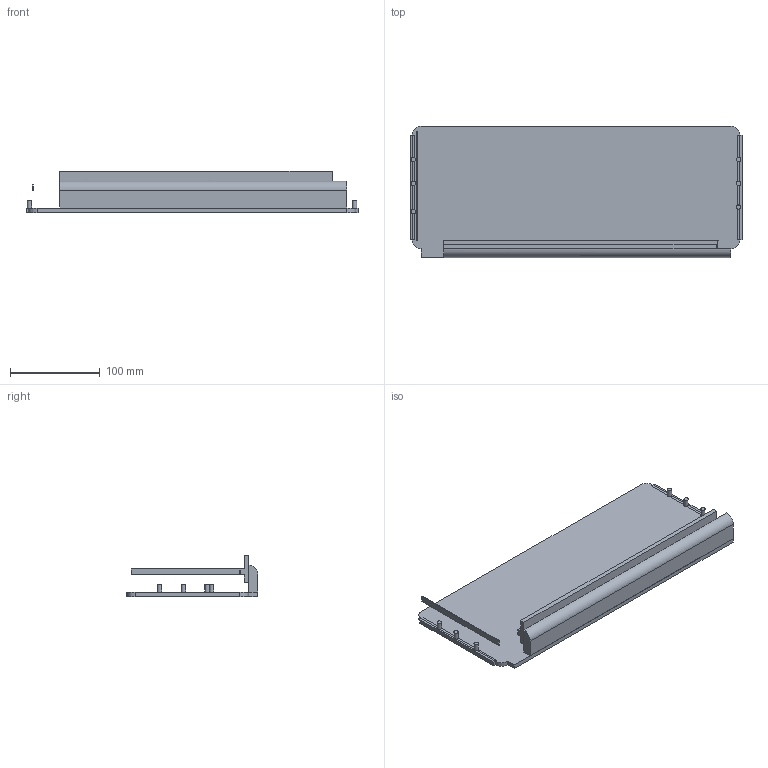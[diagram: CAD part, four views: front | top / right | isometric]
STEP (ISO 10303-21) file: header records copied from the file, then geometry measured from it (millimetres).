
FILE_DESCRIPTION(/* description */ ('STEP AP242','CAx-IF Rec.Pracs.---Representation and Presentation of Product Manufacturing Information (PMI)---4.0---2014-10-13','CAx-IF Rec.Pracs.---3D Tessellated Geometry---0.4---2014-09-14','2;1'),/* implementation_level */ '2;1');
FILE_NAME(/* name */ '685f7cbeaab1554a1199e623',/* time_stamp */ '2025-06-28T05:25:19Z',/* author */ (''),/* organization */ (''),/* preprocessor_version */ 'ST-DEVELOPER v20',/* originating_system */ 'ONSHAPE BY PTC INC, 1.200',/* authorisation */ ' ');
FILE_SCHEMA (('AP242_MANAGED_MODEL_BASED_3D_ENGINEERING_MIM_LF { 1 0 10303 442 1 1 4 }'));
Length unit declared in the file: metre
Products named in the file (12): Part 12; Part 5; Part 6; Part 7; Part 8; Part 14; Part 17; Part 4; Part 1; Part 11; Part 9; Part 10
Bounding box: 370 x 146.21 x 45.75 mm (x, y, z)
Volume: 417406.8 mm3; surface area: 168610.5 mm2
Topology: 12 solids, 12 shells, 700 faces, 1923 edges, 1282 vertices
Faces by surface type: plane 388, bspline 240, cylinder 72
Full cylindrical faces by diameter (mm): 5 x6
Entity records: 23126 total; most frequent: CARTESIAN_POINT 6551, ORIENTED_EDGE 3834, DIRECTION 2526, EDGE_CURVE 1917, LINE 1292, VECTOR 1292, VERTEX_POINT 1282, EDGE_LOOP 741
